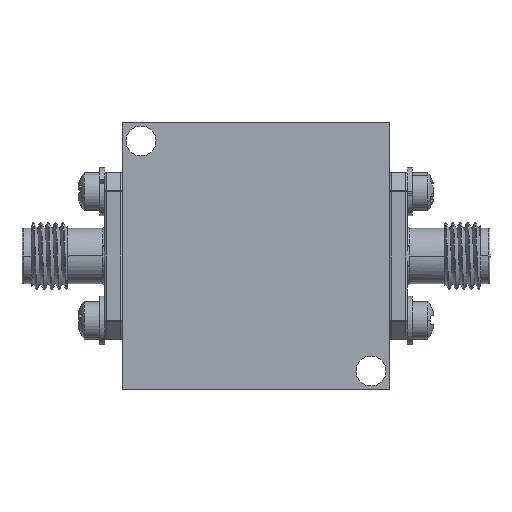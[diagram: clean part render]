
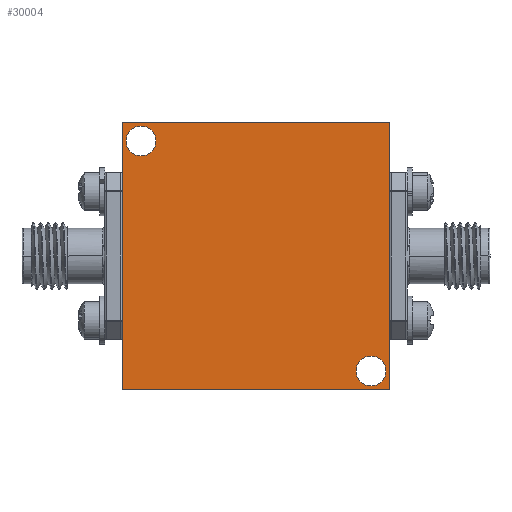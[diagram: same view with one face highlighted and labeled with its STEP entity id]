
A CAD part, front view. The second image highlights one B-rep face of the part: STEP entity #30004.
In plain terms, the highlighted planar face has unit normal (0, -1, 0).
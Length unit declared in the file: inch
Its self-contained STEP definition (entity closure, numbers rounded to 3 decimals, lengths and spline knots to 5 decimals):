
#112 = VERTEX_POINT ( 'NONE', #207 ) ;
#207 = CARTESIAN_POINT ( 'NONE',  ( 0.068, -0.369, -0.012 ) ) ;
#1857 = LINE ( 'NONE', #35841, #31869 ) ;
#1863 = DIRECTION ( 'NONE',  ( 0., 0., 1. ) ) ;
#2770 = VECTOR ( 'NONE', #35682, 39.37008 ) ;
#3401 = EDGE_CURVE ( 'NONE', #15763, #10093, #21880, .T. ) ;
#3614 = AXIS2_PLACEMENT_3D ( 'NONE', #18678, #4514, #13198 ) ;
#3865 = ORIENTED_EDGE ( 'NONE', *, *, #29204, .T. ) ;
#4514 = DIRECTION ( 'NONE',  ( 0., 1., 0. ) ) ;
#5066 = DIRECTION ( 'NONE',  ( 1., 0., 0. ) ) ;
#5594 = CARTESIAN_POINT ( 'NONE',  ( 0.998, -0.369, 0.002 ) ) ;
#6612 = AXIS2_PLACEMENT_3D ( 'NONE', #33004, #13370, #1863 ) ;
#6841 = FACE_BOUND ( 'NONE', #14154, .T. ) ;
#7026 = CARTESIAN_POINT ( 'NONE',  ( 0.928, -0.369, -0.928 ) ) ;
#7215 = DIRECTION ( 'NONE',  ( 0., 1., 0. ) ) ;
#8420 = CIRCLE ( 'NONE', #6612, 0.056 ) ;
#9069 = CARTESIAN_POINT ( 'NONE',  ( 0.928, -0.369, -0.872 ) ) ;
#9317 = EDGE_CURVE ( 'NONE', #10093, #35996, #28670, .T. ) ;
#10022 = CARTESIAN_POINT ( 'NONE',  ( 0., -0.369, 0. ) ) ;
#10081 = ORIENTED_EDGE ( 'NONE', *, *, #9317, .F. ) ;
#10093 = VERTEX_POINT ( 'NONE', #15761 ) ;
#10602 = VERTEX_POINT ( 'NONE', #20219 ) ;
#11078 = EDGE_CURVE ( 'NONE', #35996, #22080, #1857, .T. ) ;
#12608 = DIRECTION ( 'NONE',  ( 0., 0., -1. ) ) ;
#12851 = FACE_BOUND ( 'NONE', #28294, .T. ) ;
#13198 = DIRECTION ( 'NONE',  ( 0., 0., 1. ) ) ;
#13370 = DIRECTION ( 'NONE',  ( 0., 1., 0. ) ) ;
#13697 = ORIENTED_EDGE ( 'NONE', *, *, #30313, .T. ) ;
#13827 = AXIS2_PLACEMENT_3D ( 'NONE', #32266, #17725, #35491 ) ;
#14154 = EDGE_LOOP ( 'NONE', ( #16306, #21505 ) ) ;
#14296 = CARTESIAN_POINT ( 'NONE',  ( -0.002, -0.369, 0.002 ) ) ;
#14467 = CIRCLE ( 'NONE', #3614, 0.056 ) ;
#15548 = ORIENTED_EDGE ( 'NONE', *, *, #33444, .F. ) ;
#15761 = CARTESIAN_POINT ( 'NONE',  ( -0.002, -0.369, 0.002 ) ) ;
#15763 = VERTEX_POINT ( 'NONE', #20425 ) ;
#16165 = EDGE_CURVE ( 'NONE', #10602, #112, #29537, .T. ) ;
#16226 = AXIS2_PLACEMENT_3D ( 'NONE', #10022, #7215, #18722 ) ;
#16306 = ORIENTED_EDGE ( 'NONE', *, *, #16324, .T. ) ;
#16324 = EDGE_CURVE ( 'NONE', #112, #10602, #8420, .T. ) ;
#16814 = VECTOR ( 'NONE', #5066, 39.37008 ) ;
#17575 = CARTESIAN_POINT ( 'NONE',  ( 0.928, -0.369, -0.984 ) ) ;
#17725 = DIRECTION ( 'NONE',  ( 0., 1., 0. ) ) ;
#18142 = VERTEX_POINT ( 'NONE', #17575 ) ;
#18536 = DIRECTION ( 'NONE',  ( 0., 0., 1. ) ) ;
#18636 = LINE ( 'NONE', #33914, #30204 ) ;
#18678 = CARTESIAN_POINT ( 'NONE',  ( 0.928, -0.369, -0.928 ) ) ;
#18722 = DIRECTION ( 'NONE',  ( 0., 0., 1. ) ) ;
#18818 = DIRECTION ( 'NONE',  ( -1., 0., 0. ) ) ;
#19831 = CIRCLE ( 'NONE', #24078, 0.056 ) ;
#20035 = ORIENTED_EDGE ( 'NONE', *, *, #3401, .F. ) ;
#20219 = CARTESIAN_POINT ( 'NONE',  ( 0.068, -0.369, -0.124 ) ) ;
#20425 = CARTESIAN_POINT ( 'NONE',  ( -0.002, -0.369, -0.998 ) ) ;
#21505 = ORIENTED_EDGE ( 'NONE', *, *, #16165, .T. ) ;
#21871 = ORIENTED_EDGE ( 'NONE', *, *, #11078, .F. ) ;
#21880 = LINE ( 'NONE', #26991, #2770 ) ;
#22080 = VERTEX_POINT ( 'NONE', #24902 ) ;
#24078 = AXIS2_PLACEMENT_3D ( 'NONE', #7026, #24227, #18536 ) ;
#24227 = DIRECTION ( 'NONE',  ( 0., 1., 0. ) ) ;
#24902 = CARTESIAN_POINT ( 'NONE',  ( 0.998, -0.369, -0.998 ) ) ;
#26991 = CARTESIAN_POINT ( 'NONE',  ( -0.002, -0.369, -0.998 ) ) ;
#28294 = EDGE_LOOP ( 'NONE', ( #3865, #13697 ) ) ;
#28670 = LINE ( 'NONE', #14296, #16814 ) ;
#29204 = EDGE_CURVE ( 'NONE', #36576, #18142, #19831, .T. ) ;
#29537 = CIRCLE ( 'NONE', #13827, 0.056 ) ;
#30004 = ADVANCED_FACE ( 'NONE', ( #12851, #6841, #33077 ), #35902, .F. ) ;
#30204 = VECTOR ( 'NONE', #18818, 39.37008 ) ;
#30313 = EDGE_CURVE ( 'NONE', #18142, #36576, #14467, .T. ) ;
#31869 = VECTOR ( 'NONE', #12608, 39.37008 ) ;
#32266 = CARTESIAN_POINT ( 'NONE',  ( 0.068, -0.369, -0.068 ) ) ;
#32615 = EDGE_LOOP ( 'NONE', ( #20035, #15548, #21871, #10081 ) ) ;
#33004 = CARTESIAN_POINT ( 'NONE',  ( 0.068, -0.369, -0.068 ) ) ;
#33077 = FACE_OUTER_BOUND ( 'NONE', #32615, .T. ) ;
#33444 = EDGE_CURVE ( 'NONE', #22080, #15763, #18636, .T. ) ;
#33914 = CARTESIAN_POINT ( 'NONE',  ( 0.998, -0.369, -0.998 ) ) ;
#35491 = DIRECTION ( 'NONE',  ( 0., 0., 1. ) ) ;
#35682 = DIRECTION ( 'NONE',  ( 0., 0., 1. ) ) ;
#35841 = CARTESIAN_POINT ( 'NONE',  ( 0.998, -0.369, 0.002 ) ) ;
#35902 = PLANE ( 'NONE',  #16226 ) ;
#35996 = VERTEX_POINT ( 'NONE', #5594 ) ;
#36576 = VERTEX_POINT ( 'NONE', #9069 ) ;
